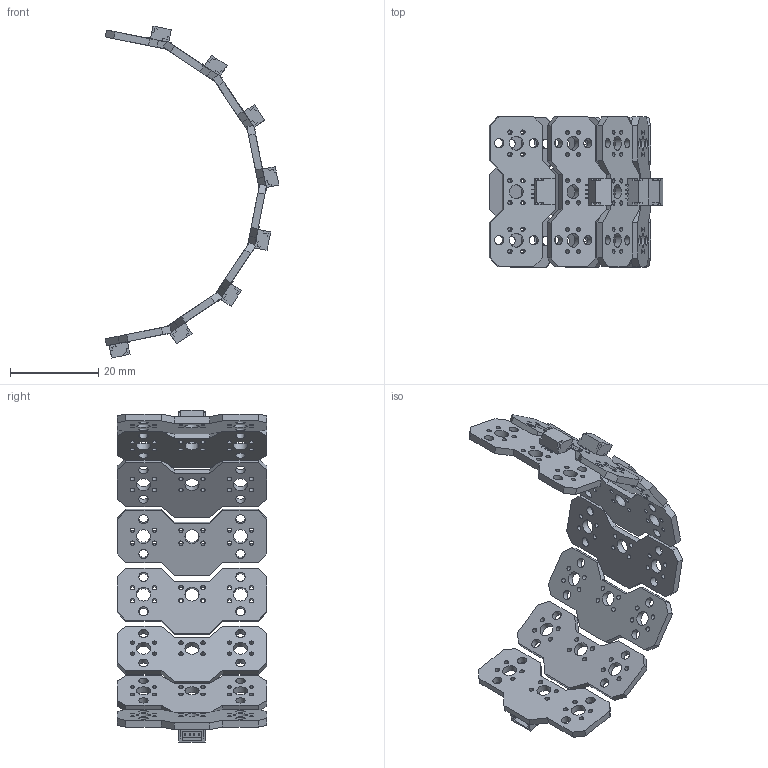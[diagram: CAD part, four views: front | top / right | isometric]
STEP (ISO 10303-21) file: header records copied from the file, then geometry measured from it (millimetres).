
FILE_DESCRIPTION(('FreeCAD Model'),'2;1');
FILE_NAME('stepstep.step', '2020-03-29T19:12:38',(''),(''),'Open CASCADE STEP processor 7.3', 'FreeCAD','Unknown');
FILE_SCHEMA(('AUTOMOTIVE_DESIGN { 1 0 10303 214 1 1 1 1 }'));
Length unit declared in the file: millimetre
Products named in the file (8): somos_dielectrode_v2.0_sp016; somos_dielectrode_v2.0_sp022; somos_dielectrode_v2.0_sp019; somos_dielectrode_v2.0_sp023; somos_dielectrode_v2.0_sp017; somos_dielectrode_v2.0_sp018; somos_dielectrode_v2.0_sp020; somos_dielectrode_v2.0_sp021
Bounding box: 39.41 x 34 x 75.28 mm (x, y, z)
Volume: 4865.5 mm3; surface area: 9329.2 mm2
Topology: 8 solids, 8 shells, 976 faces, 2792 edges, 1856 vertices
Faces by surface type: plane 824, cylinder 152
Full cylindrical faces by diameter (mm): 1 x96, 2.1 x32, 3.2 x24
Entity records: 39065 total; most frequent: CARTESIAN_POINT 5625, ORIENTED_EDGE 5584, DIRECTION 5050, EDGE_CURVE 2792, LINE 2488, VECTOR 2488, VERTEX_POINT 1856, FACE_BOUND 1352
